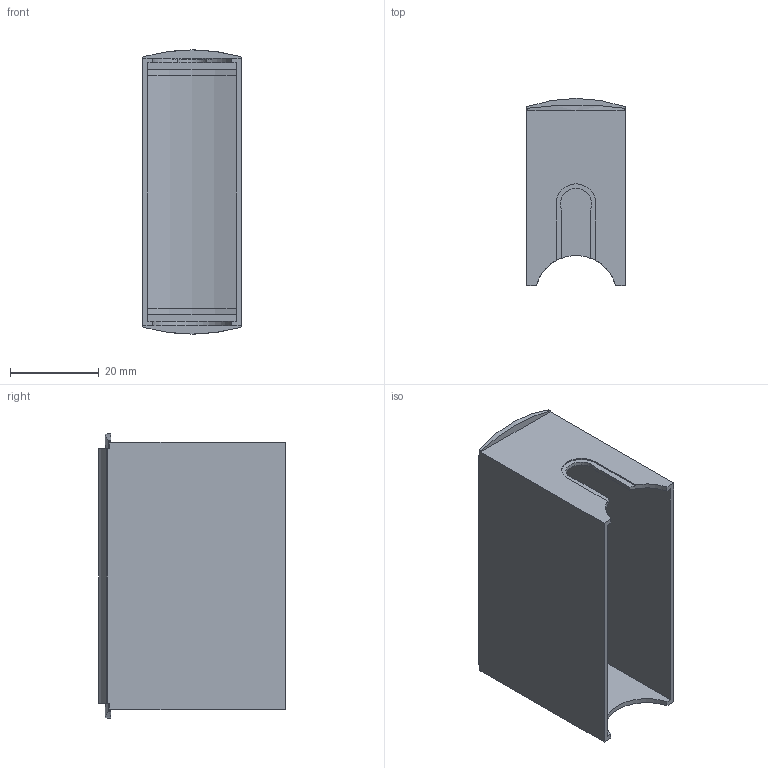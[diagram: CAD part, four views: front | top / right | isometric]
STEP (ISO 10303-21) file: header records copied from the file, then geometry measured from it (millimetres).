
FILE_DESCRIPTION(/* description */ ('STEP AP214'),/* implementation_level */ '2;1');
FILE_NAME(/* name */ '8069031_SACC-FH-G-S3',/* time_stamp */ '2024-09-14T22:27:52+02:00',/* author */ ('License CC BY-ND 4.0'),/* organization */ ('CADENAS'),/* preprocessor_version */ 'ST-DEVELOPER v19.3',/* originating_system */ 'PARTsolutions',/* authorisation */ ' ');
FILE_SCHEMA (('AUTOMOTIVE_DESIGN {1 0 10303 214 3 1 1}'));
Length unit declared in the file: millimetre
Products named in the file (2): 8069031 SACC-FH-G-S3; 8069031 SACC-FH-G-S3-part
Assembly tree (1 placements, depth 2):
  8069031 SACC-FH-G-S3
    8069031 SACC-FH-G-S3-part
Bounding box: 22.2 x 42.05 x 64 mm (x, y, z)
Volume: 8777.4 mm3; surface area: 15246.2 mm2
Topology: 1 solids, 1 shells, 48 faces, 138 edges, 92 vertices
Faces by surface type: plane 25, cylinder 23
Entity records: 1643 total; most frequent: CARTESIAN_POINT 304, ORIENTED_EDGE 276, DIRECTION 272, EDGE_CURVE 138, LINE 92, VECTOR 92, VERTEX_POINT 92, AXIS2_PLACEMENT_3D 90
